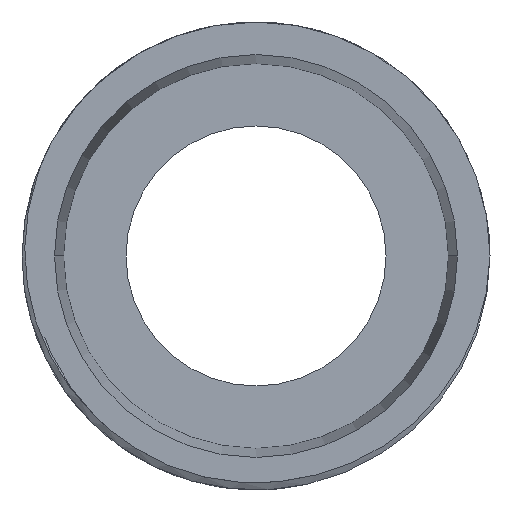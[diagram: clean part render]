
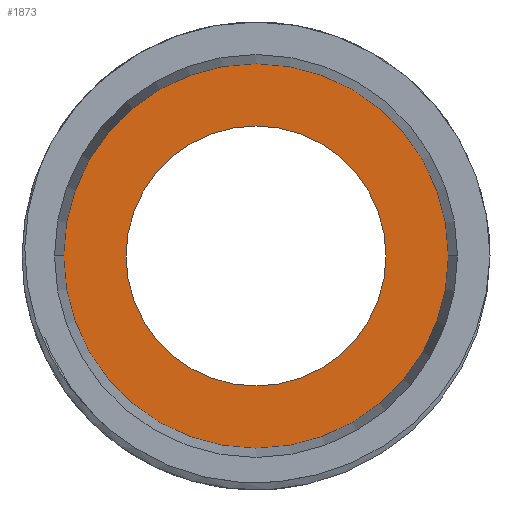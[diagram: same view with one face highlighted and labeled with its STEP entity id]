
A CAD part, left-side view. The second image highlights one B-rep face of the part: STEP entity #1873.
In plain terms, the highlighted planar face has unit normal (-1, 0, 0).
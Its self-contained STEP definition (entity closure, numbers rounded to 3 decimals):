
#29 = DIRECTION ( 'NONE',  ( -1., 0., 0. ) ) ;
#41 = CARTESIAN_POINT ( 'NONE',  ( -10.826, -10., 0. ) ) ;
#51 = DIRECTION ( 'NONE',  ( 0., -1., 0. ) ) ;
#74 = FACE_OUTER_BOUND ( 'NONE', #1909, .T. ) ;
#250 = AXIS2_PLACEMENT_3D ( 'NONE', #1318, #723, #1662 ) ;
#272 = DIRECTION ( 'NONE',  ( -1., 0., 0. ) ) ;
#376 = ORIENTED_EDGE ( 'NONE', *, *, #557, .T. ) ;
#388 = ORIENTED_EDGE ( 'NONE', *, *, #1093, .F. ) ;
#421 = PLANE ( 'NONE',  #2036 ) ;
#469 = DIRECTION ( 'NONE',  ( 0., 1., 0. ) ) ;
#557 = EDGE_CURVE ( 'NONE', #611, #1903, #1427, .T. ) ;
#559 = DIRECTION ( 'NONE',  ( 0., -1., 0. ) ) ;
#563 = ORIENTED_EDGE ( 'NONE', *, *, #724, .T. ) ;
#576 = CIRCLE ( 'NONE', #1099, 10. ) ;
#611 = VERTEX_POINT ( 'NONE', #1252 ) ;
#723 = DIRECTION ( 'NONE',  ( -1., 0., 0. ) ) ;
#724 = EDGE_CURVE ( 'NONE', #1903, #611, #2336, .T. ) ;
#757 = CARTESIAN_POINT ( 'NONE',  ( -10.826, 10., 0. ) ) ;
#997 = CARTESIAN_POINT ( 'NONE',  ( -10.826, 10., 0. ) ) ;
#1093 = EDGE_CURVE ( 'NONE', #1745, #1849, #576, .T. ) ;
#1099 = AXIS2_PLACEMENT_3D ( 'NONE', #1322, #2241, #559 ) ;
#1101 = AXIS2_PLACEMENT_3D ( 'NONE', #1736, #29, #51 ) ;
#1206 = CARTESIAN_POINT ( 'NONE',  ( -10.826, -14.797, 0. ) ) ;
#1234 = AXIS2_PLACEMENT_3D ( 'NONE', #1965, #272, #2200 ) ;
#1252 = CARTESIAN_POINT ( 'NONE',  ( -10.826, 14.797, 0. ) ) ;
#1318 = CARTESIAN_POINT ( 'NONE',  ( -10.826, 0., 0. ) ) ;
#1322 = CARTESIAN_POINT ( 'NONE',  ( -10.826, 0., 0. ) ) ;
#1378 = DIRECTION ( 'NONE',  ( 1., 0., 0. ) ) ;
#1402 = CIRCLE ( 'NONE', #1101, 10. ) ;
#1427 = CIRCLE ( 'NONE', #1234, 14.797 ) ;
#1477 = ORIENTED_EDGE ( 'NONE', *, *, #2389, .F. ) ;
#1588 = FACE_BOUND ( 'NONE', #2294, .T. ) ;
#1662 = DIRECTION ( 'NONE',  ( 0., -1., 0. ) ) ;
#1736 = CARTESIAN_POINT ( 'NONE',  ( -10.826, 0., 0. ) ) ;
#1745 = VERTEX_POINT ( 'NONE', #757 ) ;
#1849 = VERTEX_POINT ( 'NONE', #41 ) ;
#1873 = ADVANCED_FACE ( 'NONE', ( #1588, #74 ), #421, .F. ) ;
#1903 = VERTEX_POINT ( 'NONE', #1206 ) ;
#1909 = EDGE_LOOP ( 'NONE', ( #563, #376 ) ) ;
#1965 = CARTESIAN_POINT ( 'NONE',  ( -10.826, 0., 0. ) ) ;
#2036 = AXIS2_PLACEMENT_3D ( 'NONE', #997, #1378, #469 ) ;
#2200 = DIRECTION ( 'NONE',  ( 0., -1., 0. ) ) ;
#2241 = DIRECTION ( 'NONE',  ( -1., 0., 0. ) ) ;
#2294 = EDGE_LOOP ( 'NONE', ( #1477, #388 ) ) ;
#2336 = CIRCLE ( 'NONE', #250, 14.797 ) ;
#2389 = EDGE_CURVE ( 'NONE', #1849, #1745, #1402, .T. ) ;
